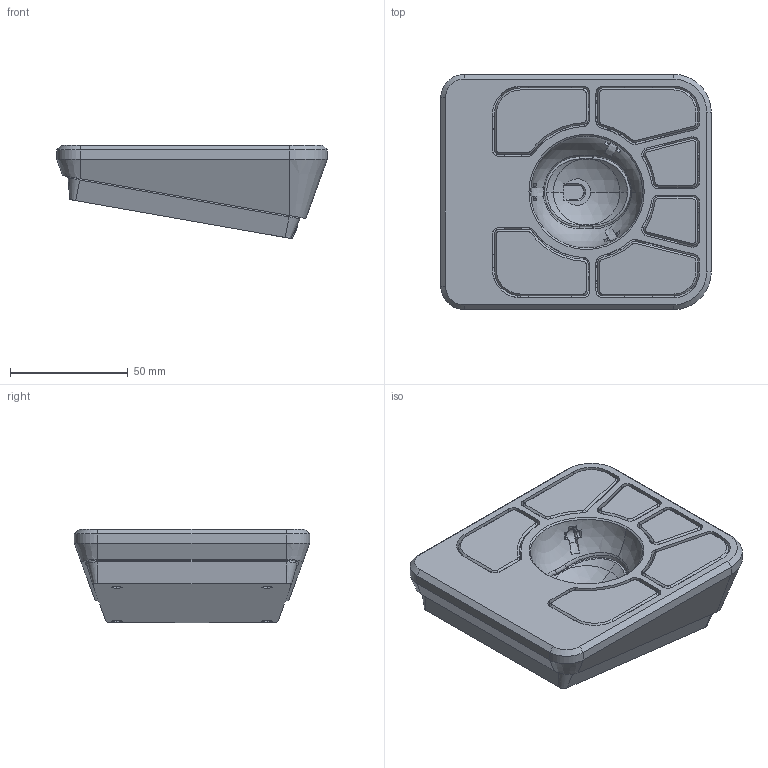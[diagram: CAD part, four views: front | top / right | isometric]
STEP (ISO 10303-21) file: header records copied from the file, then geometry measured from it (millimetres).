
FILE_DESCRIPTION (( 'STEP AP203' ), '1' );
FILE_NAME ('AdeptBodyParts.STEP', '', ( '' ), ( '' ), '', '', '' );
FILE_SCHEMA (( 'CONFIG_CONTROL_DESIGN' ));
Products named in the file (1): AdeptBodyParts
Bounding box: 115 x 100 x 39.73 mm (x, y, z)
Volume: 179389 mm3; surface area: 83881.4 mm2
Topology: 3 solids, 3 shells, 1134 faces, 3104 edges, 1970 vertices
Faces by surface type: plane 607, cylinder 335, cone 98, bspline 57, torus 29, sphere 8
Entity records: 43052 total; most frequent: CARTESIAN_POINT 14905, ORIENTED_EDGE 6208, DIRECTION 5486, EDGE_CURVE 3104, LINE 2006, VECTOR 2006, VERTEX_POINT 1970, AXIS2_PLACEMENT_3D 1740
